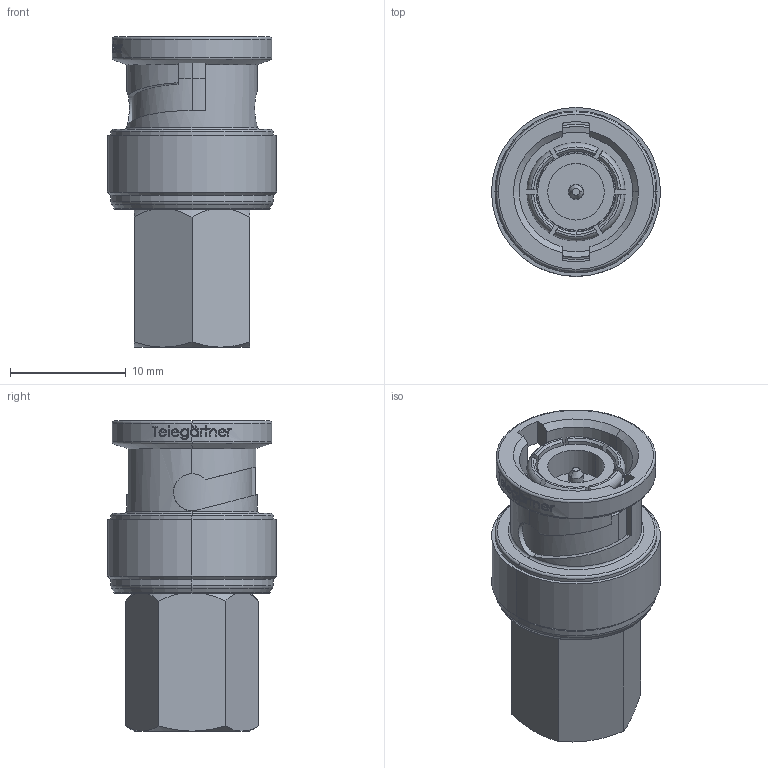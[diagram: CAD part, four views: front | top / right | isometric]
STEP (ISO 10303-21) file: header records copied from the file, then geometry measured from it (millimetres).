
FILE_DESCRIPTION (( 'STEP AP214' ), '1' );
FILE_NAME ('J01008A0014.STEP', '2018-11-14T08:52:43', ( '' ), ( '' ), 'SwSTEP 2.0', 'SolidWorks 2017', '' );
FILE_SCHEMA (( 'AUTOMOTIVE_DESIGN' ));
Length unit declared in the file: millimetre
Products named in the file (1): J01008A0014
Bounding box: 14.6 x 14.6 x 26.8 mm (x, y, z)
Volume: 2700.4 mm3; surface area: 1848.5 mm2
Topology: 1 solids, 1 shells, 297 faces, 768 edges, 499 vertices
Faces by surface type: plane 105, bspline 78, cylinder 62, cone 32, torus 18, sphere 2
Entity records: 15282 total; most frequent: CARTESIAN_POINT 5395, ORIENTED_EDGE 1532, DIRECTION 1142, EDGE_CURVE 766, VERTEX_POINT 499, AXIS2_PLACEMENT_3D 407, EDGE_LOOP 329, LINE 328
